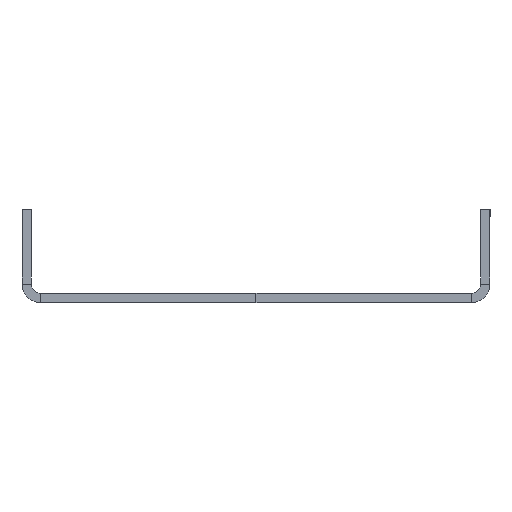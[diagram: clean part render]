
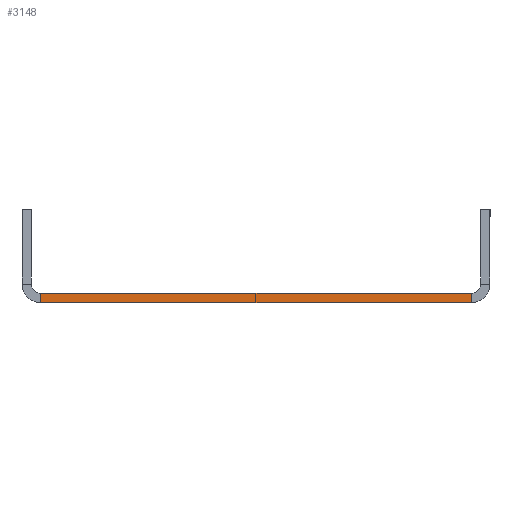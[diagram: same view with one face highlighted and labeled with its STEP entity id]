
A CAD part, left-side view. The second image highlights one B-rep face of the part: STEP entity #3148.
In plain terms, the highlighted planar face has unit normal (-1, 0, 0).
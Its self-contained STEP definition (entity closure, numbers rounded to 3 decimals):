
#6 = EDGE_CURVE ( 'NONE', #3983, #1006, #2808, .T. ) ;
#77 = EDGE_LOOP ( 'NONE', ( #4858, #2205, #1527, #4417 ) ) ;
#219 = LINE ( 'NONE', #3805, #3731 ) ;
#360 = PLANE ( 'NONE',  #3069 ) ;
#786 = DIRECTION ( 'NONE',  ( 0., 0., 1. ) ) ;
#965 = VECTOR ( 'NONE', #2916, 1000. ) ;
#1006 = VERTEX_POINT ( 'NONE', #5007 ) ;
#1127 = VECTOR ( 'NONE', #3650, 1000. ) ;
#1257 = DIRECTION ( 'NONE',  ( 0., 0., -1. ) ) ;
#1404 = EDGE_CURVE ( 'NONE', #3158, #3834, #219, .T. ) ;
#1527 = ORIENTED_EDGE ( 'NONE', *, *, #2057, .T. ) ;
#2057 = EDGE_CURVE ( 'NONE', #3983, #3158, #2103, .T. ) ;
#2103 = LINE ( 'NONE', #2525, #965 ) ;
#2205 = ORIENTED_EDGE ( 'NONE', *, *, #6, .F. ) ;
#2405 = CARTESIAN_POINT ( 'NONE',  ( 0., 0., -1. ) ) ;
#2525 = CARTESIAN_POINT ( 'NONE',  ( 0., 48., 0. ) ) ;
#2567 = DIRECTION ( 'NONE',  ( 0., -1., 0. ) ) ;
#2808 = LINE ( 'NONE', #4895, #1127 ) ;
#2847 = CARTESIAN_POINT ( 'NONE',  ( 0., 2., -1. ) ) ;
#2863 = EDGE_CURVE ( 'NONE', #1006, #3834, #4815, .T. ) ;
#2916 = DIRECTION ( 'NONE',  ( 0., 0., -1. ) ) ;
#3069 = AXIS2_PLACEMENT_3D ( 'NONE', #2405, #4301, #786 ) ;
#3104 = CARTESIAN_POINT ( 'NONE',  ( 0., 48., -1. ) ) ;
#3129 = FACE_OUTER_BOUND ( 'NONE', #77, .T. ) ;
#3148 = ADVANCED_FACE ( 'NONE', ( #3129 ), #360, .T. ) ;
#3158 = VERTEX_POINT ( 'NONE', #3104 ) ;
#3650 = DIRECTION ( 'NONE',  ( 0., -1., 0. ) ) ;
#3731 = VECTOR ( 'NONE', #2567, 1000. ) ;
#3805 = CARTESIAN_POINT ( 'NONE',  ( 0., 0., -1. ) ) ;
#3834 = VERTEX_POINT ( 'NONE', #2847 ) ;
#3904 = VECTOR ( 'NONE', #1257, 1000. ) ;
#3983 = VERTEX_POINT ( 'NONE', #4934 ) ;
#4062 = CARTESIAN_POINT ( 'NONE',  ( 0., 2., 0. ) ) ;
#4301 = DIRECTION ( 'NONE',  ( -1., 0., 0. ) ) ;
#4417 = ORIENTED_EDGE ( 'NONE', *, *, #1404, .T. ) ;
#4815 = LINE ( 'NONE', #4062, #3904 ) ;
#4858 = ORIENTED_EDGE ( 'NONE', *, *, #2863, .F. ) ;
#4895 = CARTESIAN_POINT ( 'NONE',  ( 0., 0., 0. ) ) ;
#4934 = CARTESIAN_POINT ( 'NONE',  ( 0., 48., 0. ) ) ;
#5007 = CARTESIAN_POINT ( 'NONE',  ( 0., 2., 0. ) ) ;
